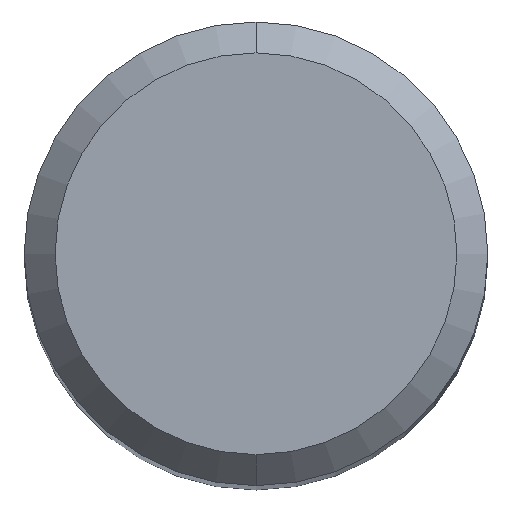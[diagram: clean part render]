
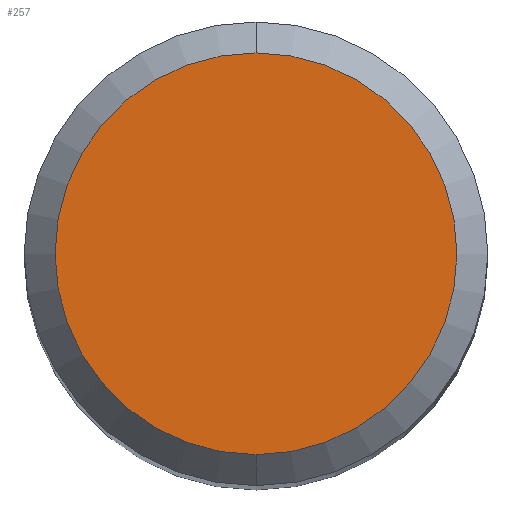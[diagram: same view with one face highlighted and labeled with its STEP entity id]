
A CAD part, top view. The second image highlights one B-rep face of the part: STEP entity #257.
In plain terms, the highlighted planar face has unit normal (0, 0, 1).
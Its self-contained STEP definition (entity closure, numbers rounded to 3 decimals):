
#201=VERTEX_POINT('',#517);
#257=ADVANCED_FACE('',(#578),#579,.T.);
#317=VERTEX_POINT('',#644);
#335=EDGE_CURVE('',#201,#317,#664,.T.);
#429=EDGE_CURVE('',#317,#201,#772,.T.);
#517=CARTESIAN_POINT('',(0.,-2.6,0.0));
#578=FACE_OUTER_BOUND('',#992,.T.);
#579=PLANE('',#993);
#644=CARTESIAN_POINT('',(0.0,2.6,0.0));
#664=CIRCLE('',#1187,2.6);
#772=CIRCLE('',#1367,2.6);
#992=EDGE_LOOP('',(#1561,#1562));
#993=AXIS2_PLACEMENT_3D('',#1563,#1564,#1565);
#1187=AXIS2_PLACEMENT_3D('',#1650,#1651,#1652);
#1367=AXIS2_PLACEMENT_3D('',#1792,#1793,#1794);
#1561=ORIENTED_EDGE('',*,*,#429,.F.);
#1562=ORIENTED_EDGE('',*,*,#335,.F.);
#1563=CARTESIAN_POINT('',(0.0,1.3,0.0));
#1564=DIRECTION('',(-0.0,0.0,1.0));
#1565=DIRECTION('',(0.0,-1.0,0.0));
#1650=CARTESIAN_POINT('',(0.0,0.0,0.0));
#1651=DIRECTION('',(0.0,0.0,-1.0));
#1652=DIRECTION('',(0.0,1.0,0.0));
#1792=CARTESIAN_POINT('',(0.0,0.0,0.0));
#1793=DIRECTION('',(0.0,0.0,-1.0));
#1794=DIRECTION('',(0.0,1.0,0.0));
